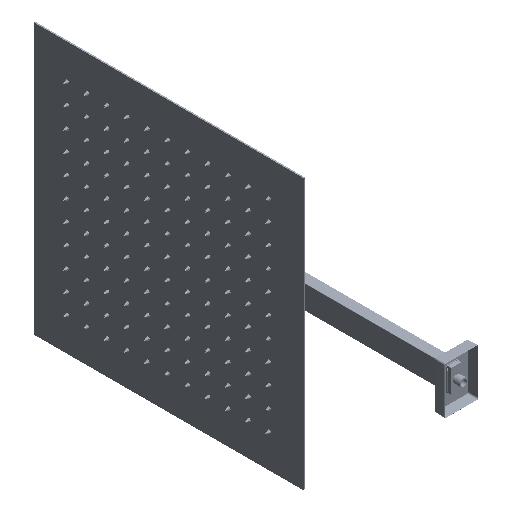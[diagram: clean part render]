
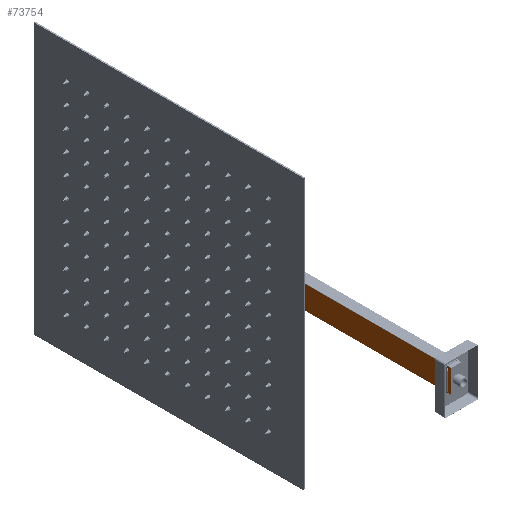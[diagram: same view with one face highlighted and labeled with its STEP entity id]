
A CAD part, isometric view. The second image highlights one B-rep face of the part: STEP entity #73754.
In plain terms, the highlighted planar face has unit normal (-1, 0, 0).
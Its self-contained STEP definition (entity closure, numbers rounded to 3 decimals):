
#1138 = VECTOR ( 'NONE', #122953, 1000. ) ;
#5710 = CARTESIAN_POINT ( 'NONE',  ( -7.625, -408., -17.125 ) ) ;
#7443 = EDGE_CURVE ( 'NONE', #65219, #55538, #199634, .T. ) ;
#23647 = ORIENTED_EDGE ( 'NONE', *, *, #78113, .F. ) ;
#27501 = ORIENTED_EDGE ( 'NONE', *, *, #175104, .T. ) ;
#28465 = DIRECTION ( 'NONE',  ( 0., 0., -1. ) ) ;
#33940 = AXIS2_PLACEMENT_3D ( 'NONE', #175977, #67715, #112257 ) ;
#43838 = ORIENTED_EDGE ( 'NONE', *, *, #7443, .F. ) ;
#46055 = LINE ( 'NONE', #61235, #1138 ) ;
#46578 = CARTESIAN_POINT ( 'NONE',  ( -7.625, -408., 17.125 ) ) ;
#46597 = CARTESIAN_POINT ( 'NONE',  ( -7.625, -8., 17.625 ) ) ;
#55538 = VERTEX_POINT ( 'NONE', #5710 ) ;
#58471 = EDGE_LOOP ( 'NONE', ( #43838, #169049, #27501, #192568 ) ) ;
#58752 = DIRECTION ( 'NONE',  ( -1., 0., 0. ) ) ;
#61235 = CARTESIAN_POINT ( 'NONE',  ( -7.625, -8., -17.125 ) ) ;
#65219 = VERTEX_POINT ( 'NONE', #46578 ) ;
#67715 = DIRECTION ( 'NONE',  ( -1., 0., 0. ) ) ;
#71084 = VERTEX_POINT ( 'NONE', #105395 ) ;
#73754 = ADVANCED_FACE ( 'NONE', ( #73967, #138684 ), #197402, .T. ) ;
#73967 = FACE_BOUND ( 'NONE', #109601, .T. ) ;
#74169 = DIRECTION ( 'NONE',  ( 0., 0., -1. ) ) ;
#78113 = EDGE_CURVE ( 'NONE', #71084, #169332, #141102, .T. ) ;
#87390 = CARTESIAN_POINT ( 'NONE',  ( -7.625, -37., 0. ) ) ;
#93326 = CARTESIAN_POINT ( 'NONE',  ( -7.625, -408., 17.625 ) ) ;
#99258 = EDGE_CURVE ( 'NONE', #65219, #123402, #111321, .T. ) ;
#105395 = CARTESIAN_POINT ( 'NONE',  ( -7.625, -37., -7.475 ) ) ;
#106639 = AXIS2_PLACEMENT_3D ( 'NONE', #46597, #58752, #28465 ) ;
#109601 = EDGE_LOOP ( 'NONE', ( #23647, #120262 ) ) ;
#111321 = LINE ( 'NONE', #141710, #166451 ) ;
#112257 = DIRECTION ( 'NONE',  ( 0., 0., -1. ) ) ;
#116074 = CARTESIAN_POINT ( 'NONE',  ( -7.625, -8., 17.625 ) ) ;
#120262 = ORIENTED_EDGE ( 'NONE', *, *, #134054, .F. ) ;
#121169 = CIRCLE ( 'NONE', #33940, 7.475 ) ;
#122953 = DIRECTION ( 'NONE',  ( 0., -1., 0. ) ) ;
#123402 = VERTEX_POINT ( 'NONE', #144113 ) ;
#123632 = VECTOR ( 'NONE', #74169, 1000. ) ;
#124949 = AXIS2_PLACEMENT_3D ( 'NONE', #87390, #162280, #165279 ) ;
#129296 = LINE ( 'NONE', #116074, #136423 ) ;
#134054 = EDGE_CURVE ( 'NONE', #169332, #71084, #121169, .T. ) ;
#136423 = VECTOR ( 'NONE', #191005, 1000. ) ;
#138684 = FACE_OUTER_BOUND ( 'NONE', #58471, .T. ) ;
#141102 = CIRCLE ( 'NONE', #124949, 7.475 ) ;
#141710 = CARTESIAN_POINT ( 'NONE',  ( -7.625, -8., 17.125 ) ) ;
#144113 = CARTESIAN_POINT ( 'NONE',  ( -7.625, -8., 17.125 ) ) ;
#147052 = EDGE_CURVE ( 'NONE', #194530, #55538, #46055, .T. ) ;
#162280 = DIRECTION ( 'NONE',  ( -1., 0., 0. ) ) ;
#165279 = DIRECTION ( 'NONE',  ( 0., 0., -1. ) ) ;
#166451 = VECTOR ( 'NONE', #171091, 1000. ) ;
#169049 = ORIENTED_EDGE ( 'NONE', *, *, #99258, .T. ) ;
#169332 = VERTEX_POINT ( 'NONE', #179688 ) ;
#171091 = DIRECTION ( 'NONE',  ( 0., 1., 0. ) ) ;
#175104 = EDGE_CURVE ( 'NONE', #123402, #194530, #129296, .T. ) ;
#175977 = CARTESIAN_POINT ( 'NONE',  ( -7.625, -37., 0. ) ) ;
#179688 = CARTESIAN_POINT ( 'NONE',  ( -7.625, -37., 7.475 ) ) ;
#191005 = DIRECTION ( 'NONE',  ( 0., 0., -1. ) ) ;
#192568 = ORIENTED_EDGE ( 'NONE', *, *, #147052, .T. ) ;
#193621 = CARTESIAN_POINT ( 'NONE',  ( -7.625, -8., -17.125 ) ) ;
#194530 = VERTEX_POINT ( 'NONE', #193621 ) ;
#197402 = PLANE ( 'NONE',  #106639 ) ;
#199634 = LINE ( 'NONE', #93326, #123632 ) ;
